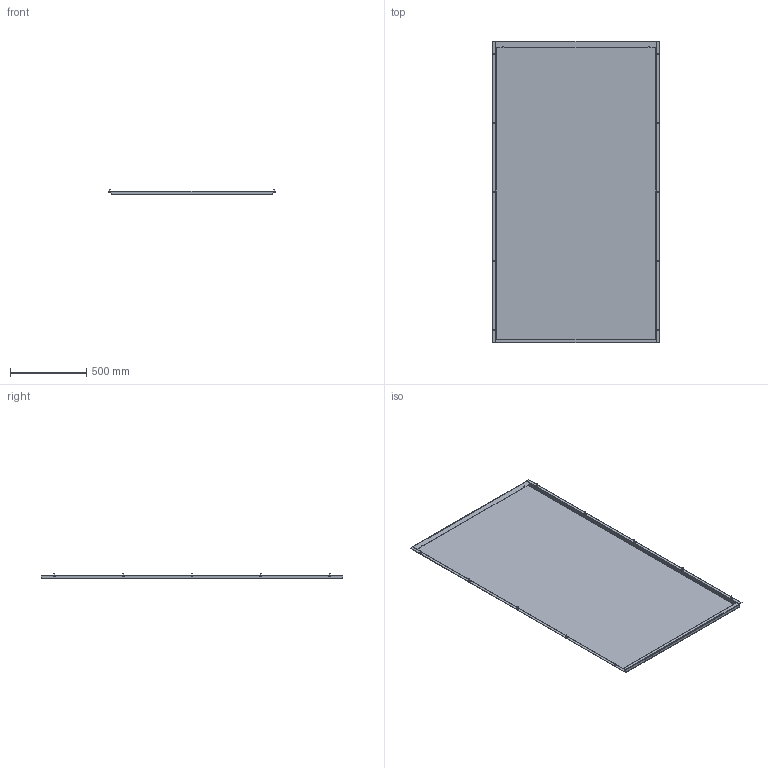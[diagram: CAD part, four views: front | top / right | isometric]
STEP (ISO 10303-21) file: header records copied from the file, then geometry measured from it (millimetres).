
FILE_DESCRIPTION(('STEP AP214'),'1');
FILE_NAME('cctmp_2DDBB507-ABF0-4ED5-8B82-DB25E5AA0A91_2024_05_23_13_09_49_0346..stp','2024-05-23T11:09:49',('SIEMENS A&D'),('CADClick - www.CADClick.com'),'Spatial InterOp 3D',' ','unknown authorization');
FILE_SCHEMA(('AUTOMOTIVE_DESIGN'));
Length unit declared in the file: millimetre
Products named in the file (12): cc_unnamed; 2024_05_23_13_09_49_0331; 2024_05_23_13_09_49_0299; 2024_05_23_13_09_49_0268; 2024_05_23_13_09_49_0237; 2024_05_23_13_09_49_0206; 2024_05_23_13_09_49_0169; 2024_05_23_13_09_49_0128; 2024_05_23_13_09_49_0096; 2024_05_23_13_09_49_0050; 2024_05_23_13_09_49_0018; 2024_05_23_13_09_48_0987
Assembly tree (11 placements, depth 2):
  cc_unnamed
    2024_05_23_13_09_49_0331
    2024_05_23_13_09_49_0299
    2024_05_23_13_09_49_0268
    2024_05_23_13_09_49_0237
    2024_05_23_13_09_49_0206
    2024_05_23_13_09_49_0169
    2024_05_23_13_09_49_0128
    2024_05_23_13_09_49_0096
    2024_05_23_13_09_49_0050
    2024_05_23_13_09_49_0018
    2024_05_23_13_09_48_0987
Bounding box: 1097 x 1973 x 39 mm (x, y, z)
Volume: 3541825.8 mm3; surface area: 4726369.4 mm2
Topology: 11 solids, 11 shells, 204 faces, 446 edges, 274 vertices
Faces by surface type: plane 88, cylinder 76, cone 40
Entity records: 7575 total; most frequent: DIRECTION 1070, CARTESIAN_POINT 936, ORIENTED_EDGE 892, EDGE_CURVE 446, AXIS2_PLACEMENT_3D 408, VERTEX_POINT 274, LINE 254, VECTOR 254
